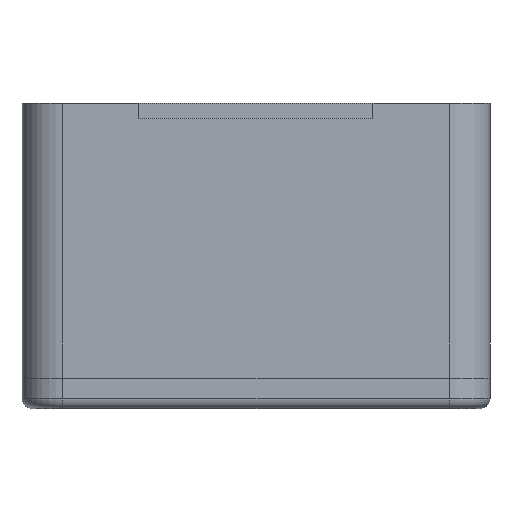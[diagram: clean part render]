
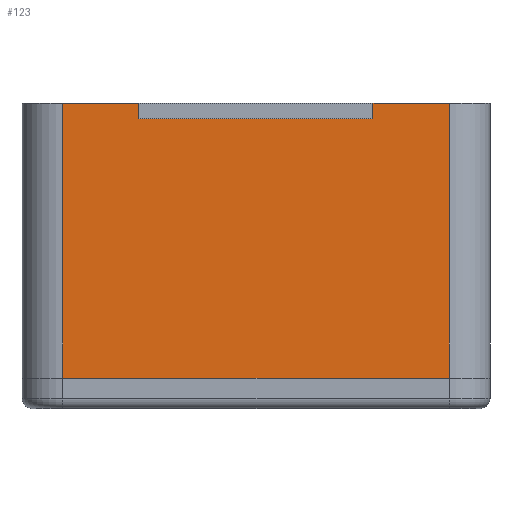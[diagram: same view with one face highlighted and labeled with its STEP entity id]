
A CAD part, left-side view. The second image highlights one B-rep face of the part: STEP entity #123.
In plain terms, the highlighted planar face has unit normal (-1, 0, 0).
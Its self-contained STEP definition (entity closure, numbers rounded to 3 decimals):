
#24 = VERTEX_POINT('',#25);
#25 = CARTESIAN_POINT('',(-31.,19.,0.));
#40 = VERTEX_POINT('',#41);
#41 = CARTESIAN_POINT('',(-31.,-19.,0.));
#47 = EDGE_CURVE('',#24,#40,#48,.T.);
#48 = LINE('',#49,#50);
#49 = CARTESIAN_POINT('',(-31.,23.,0.));
#50 = VECTOR('',#51,1.);
#51 = DIRECTION('',(0.,-1.,0.));
#123 = ADVANCED_FACE('',(#124),#181,.F.);
#124 = FACE_BOUND('',#125,.F.);
#125 = EDGE_LOOP('',(#126,#127,#135,#143,#151,#159,#167,#175));
#126 = ORIENTED_EDGE('',*,*,#47,.F.);
#127 = ORIENTED_EDGE('',*,*,#128,.T.);
#128 = EDGE_CURVE('',#24,#129,#131,.T.);
#129 = VERTEX_POINT('',#130);
#130 = CARTESIAN_POINT('',(-31.,19.,27.));
#131 = LINE('',#132,#133);
#132 = CARTESIAN_POINT('',(-31.,19.,0.));
#133 = VECTOR('',#134,1.);
#134 = DIRECTION('',(0.,0.,1.));
#135 = ORIENTED_EDGE('',*,*,#136,.T.);
#136 = EDGE_CURVE('',#129,#137,#139,.T.);
#137 = VERTEX_POINT('',#138);
#138 = CARTESIAN_POINT('',(-31.,11.5,27.));
#139 = LINE('',#140,#141);
#140 = CARTESIAN_POINT('',(-31.,23.,27.));
#141 = VECTOR('',#142,1.);
#142 = DIRECTION('',(0.,-1.,0.));
#143 = ORIENTED_EDGE('',*,*,#144,.T.);
#144 = EDGE_CURVE('',#137,#145,#147,.T.);
#145 = VERTEX_POINT('',#146);
#146 = CARTESIAN_POINT('',(-31.,11.5,25.5));
#147 = LINE('',#148,#149);
#148 = CARTESIAN_POINT('',(-31.,11.5,13.5));
#149 = VECTOR('',#150,1.);
#150 = DIRECTION('',(0.,0.,-1.));
#151 = ORIENTED_EDGE('',*,*,#152,.T.);
#152 = EDGE_CURVE('',#145,#153,#155,.T.);
#153 = VERTEX_POINT('',#154);
#154 = CARTESIAN_POINT('',(-31.,-11.5,25.5));
#155 = LINE('',#156,#157);
#156 = CARTESIAN_POINT('',(-31.,11.5,25.5));
#157 = VECTOR('',#158,1.);
#158 = DIRECTION('',(0.,-1.,0.));
#159 = ORIENTED_EDGE('',*,*,#160,.T.);
#160 = EDGE_CURVE('',#153,#161,#163,.T.);
#161 = VERTEX_POINT('',#162);
#162 = CARTESIAN_POINT('',(-31.,-11.5,27.));
#163 = LINE('',#164,#165);
#164 = CARTESIAN_POINT('',(-31.,-11.5,13.5));
#165 = VECTOR('',#166,1.);
#166 = DIRECTION('',(0.,0.,1.));
#167 = ORIENTED_EDGE('',*,*,#168,.T.);
#168 = EDGE_CURVE('',#161,#169,#171,.T.);
#169 = VERTEX_POINT('',#170);
#170 = CARTESIAN_POINT('',(-31.,-19.,27.));
#171 = LINE('',#172,#173);
#172 = CARTESIAN_POINT('',(-31.,23.,27.));
#173 = VECTOR('',#174,1.);
#174 = DIRECTION('',(0.,-1.,0.));
#175 = ORIENTED_EDGE('',*,*,#176,.F.);
#176 = EDGE_CURVE('',#40,#169,#177,.T.);
#177 = LINE('',#178,#179);
#178 = CARTESIAN_POINT('',(-31.,-19.,0.));
#179 = VECTOR('',#180,1.);
#180 = DIRECTION('',(0.,0.,1.));
#181 = PLANE('',#182);
#182 = AXIS2_PLACEMENT_3D('',#183,#184,#185);
#183 = CARTESIAN_POINT('',(-31.,23.,0.));
#184 = DIRECTION('',(1.,0.,0.));
#185 = DIRECTION('',(0.,-1.,0.));
